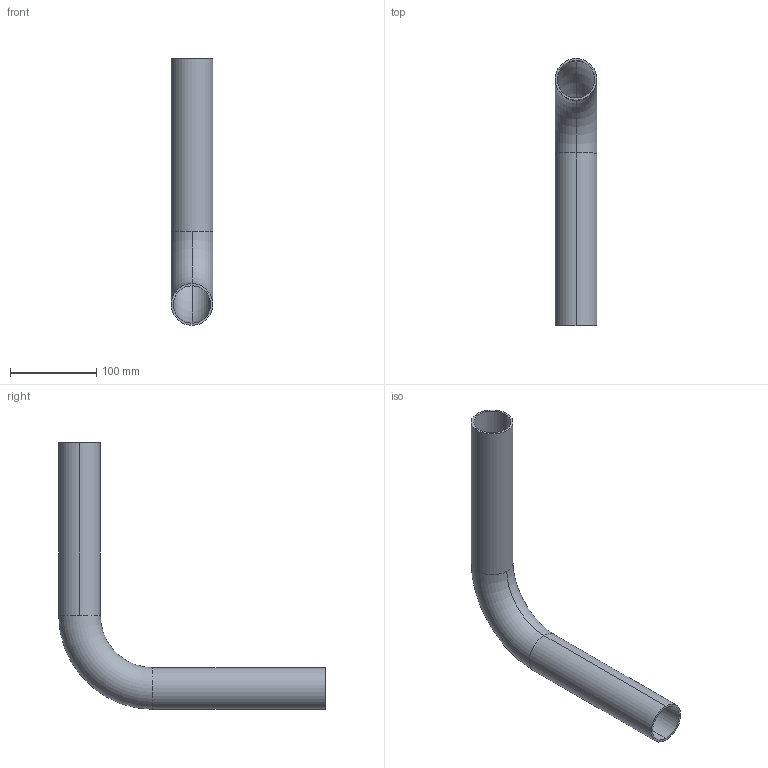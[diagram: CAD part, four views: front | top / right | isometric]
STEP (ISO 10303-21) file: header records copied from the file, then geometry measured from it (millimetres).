
FILE_DESCRIPTION (( 'STEP AP203' ), '1' );
FILE_NAME ('55150-090.STEP', '2016-12-06T12:04:40', ( '' ), ( '' ), 'SwSTEP 2.0', 'SolidWorks 2015', '' );
FILE_SCHEMA (( 'CONFIG_CONTROL_DESIGN' ));
Length unit declared in the file: millimetre
Products named in the file (1): 55150-090
Bounding box: 48.3 x 309.15 x 309.15 mm (x, y, z)
Volume: 191912.3 mm3; surface area: 154259.3 mm2
Topology: 1 solids, 1 shells, 237 faces, 631 edges, 412 vertices
Faces by surface type: bspline 108, plane 87, cylinder 38, torus 4
Entity records: 12062 total; most frequent: CARTESIAN_POINT 6821, ORIENTED_EDGE 1262, DIRECTION 745, EDGE_CURVE 631, VERTEX_POINT 412, VECTOR 289, LINE 289, EDGE_LOOP 255
